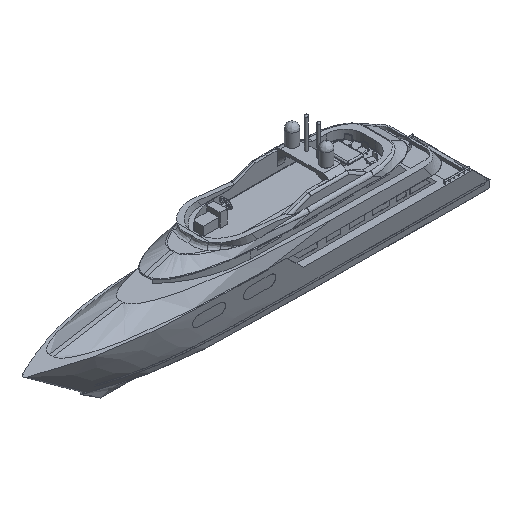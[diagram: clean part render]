
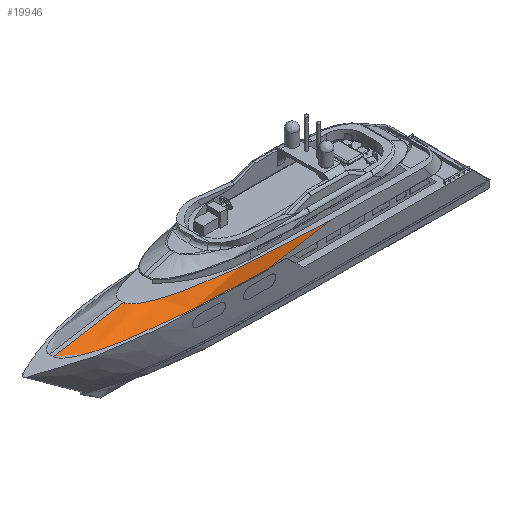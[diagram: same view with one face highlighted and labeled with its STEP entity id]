
A CAD part, isometric view. The second image highlights one B-rep face of the part: STEP entity #19946.
In plain terms, the highlighted free-form (B-spline) face has degree [2, 1] with [3, 2] control points.
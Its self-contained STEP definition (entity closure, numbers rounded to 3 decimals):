
#19286 = VERTEX_POINT('',#19287);
#19287 = CARTESIAN_POINT('',(41.127,-37.546,
    0.004));
#19292 = EDGE_CURVE('',#19286,#19293,#19295,.T.);
#19293 = VERTEX_POINT('',#19294);
#19294 = CARTESIAN_POINT('',(-132.738,-25.207,
    0.004));
#19295 = ( BOUNDED_CURVE() B_SPLINE_CURVE(2,(#19296,#19297,#19298),
.UNSPECIFIED.,.F.,.F.) B_SPLINE_CURVE_WITH_KNOTS((3,3),(4.712,
5.515),.PIECEWISE_BEZIER_KNOTS.) CURVE() 
GEOMETRIC_REPRESENTATION_ITEM() RATIONAL_B_SPLINE_CURVE((1.,
0.921,1.)) REPRESENTATION_ITEM('') );
#19296 = CARTESIAN_POINT('',(41.127,-37.546,
    0.004));
#19297 = CARTESIAN_POINT('',(-61.446,-37.546,
    0.004));
#19298 = CARTESIAN_POINT('',(-132.738,-25.207,
    0.004));
#19702 = VERTEX_POINT('',#19703);
#19703 = CARTESIAN_POINT('',(-197.995,2.913,
    0.463));
#19708 = EDGE_CURVE('',#19709,#19702,#19711,.T.);
#19709 = VERTEX_POINT('',#19710);
#19710 = CARTESIAN_POINT('',(-106.494,2.913,
    15.99));
#19711 = B_SPLINE_CURVE_WITH_KNOTS('',1,(#19712,#19713),.UNSPECIFIED.,
  .F.,.F.,(2,2),(32.147,146.844),
  .PIECEWISE_BEZIER_KNOTS.);
#19712 = CARTESIAN_POINT('',(-106.494,2.913,
    15.99));
#19713 = CARTESIAN_POINT('',(-197.995,2.913,
    0.463));
#19750 = EDGE_CURVE('',#19751,#19709,#19753,.T.);
#19751 = VERTEX_POINT('',#19752);
#19752 = CARTESIAN_POINT('',(123.37,-37.546,
    13.96));
#19753 = ( BOUNDED_CURVE() B_SPLINE_CURVE(2,(#19754,#19755,#19756),
.UNSPECIFIED.,.F.,.F.) B_SPLINE_CURVE_WITH_KNOTS((3,3),(4.712,
6.283),.PIECEWISE_BEZIER_KNOTS.) CURVE() 
GEOMETRIC_REPRESENTATION_ITEM() RATIONAL_B_SPLINE_CURVE((1.,
0.707,1.)) REPRESENTATION_ITEM('') );
#19754 = CARTESIAN_POINT('',(123.37,-37.546,
    13.96));
#19755 = CARTESIAN_POINT('',(-106.494,-37.546,
    15.99));
#19756 = CARTESIAN_POINT('',(-106.494,2.913,
    15.99));
#19889 = EDGE_CURVE('',#19286,#19751,#19890,.T.);
#19890 = B_SPLINE_CURVE_WITH_KNOTS('',1,(#19891,#19892),.UNSPECIFIED.,
  .F.,.F.,(2,2),(144.411,247.503),
  .PIECEWISE_BEZIER_KNOTS.);
#19891 = CARTESIAN_POINT('',(41.127,-37.546,
    0.004));
#19892 = CARTESIAN_POINT('',(123.37,-37.546,
    13.96));
#19929 = EDGE_CURVE('',#19702,#19293,#19930,.T.);
#19930 = ( BOUNDED_CURVE() B_SPLINE_CURVE(2,(#19931,#19932,#19933),
.UNSPECIFIED.,.F.,.F.) B_SPLINE_CURVE_WITH_KNOTS((3,3),(0.,
0.768),.PIECEWISE_BEZIER_KNOTS.) CURVE() 
GEOMETRIC_REPRESENTATION_ITEM() RATIONAL_B_SPLINE_CURVE((1.,
0.927,1.)) REPRESENTATION_ITEM('') );
#19931 = CARTESIAN_POINT('',(-197.995,2.913,
    0.463));
#19932 = CARTESIAN_POINT('',(-197.995,-13.446,
    0.463));
#19933 = CARTESIAN_POINT('',(-132.738,-25.207,
    0.004));
#19946 = ADVANCED_FACE('',(#19947),#19954,.T.);
#19947 = FACE_BOUND('',#19948,.T.);
#19948 = EDGE_LOOP('',(#19949,#19950,#19951,#19952,#19953));
#19949 = ORIENTED_EDGE('',*,*,#19292,.F.);
#19950 = ORIENTED_EDGE('',*,*,#19889,.T.);
#19951 = ORIENTED_EDGE('',*,*,#19750,.T.);
#19952 = ORIENTED_EDGE('',*,*,#19708,.T.);
#19953 = ORIENTED_EDGE('',*,*,#19929,.T.);
#19954 = ( BOUNDED_SURFACE() B_SPLINE_SURFACE(2,1,(
    (#19955,#19956)
    ,(#19957,#19958)
    ,(#19959,#19960
)),.UNSPECIFIED.,.F.,.F.,.F.) B_SPLINE_SURFACE_WITH_KNOTS((3,3),(2,2),(
    5.498,7.069),(-247.503,146.844),
.PIECEWISE_BEZIER_KNOTS.) GEOMETRIC_REPRESENTATION_ITEM() 
RATIONAL_B_SPLINE_SURFACE((
    (1.,1.)
    ,(0.707,0.707)
,(1.,1.))) REPRESENTATION_ITEM('') SURFACE() );
#19955 = CARTESIAN_POINT('',(123.37,-37.546,
    13.96));
#19956 = CARTESIAN_POINT('',(-191.226,-37.546,
    -39.426));
#19957 = CARTESIAN_POINT('',(116.601,-37.546,
    53.849));
#19958 = CARTESIAN_POINT('',(-197.995,-37.546,
    0.463));
#19959 = CARTESIAN_POINT('',(116.601,2.913,
    53.849));
#19960 = CARTESIAN_POINT('',(-197.995,2.913,
    0.463));
